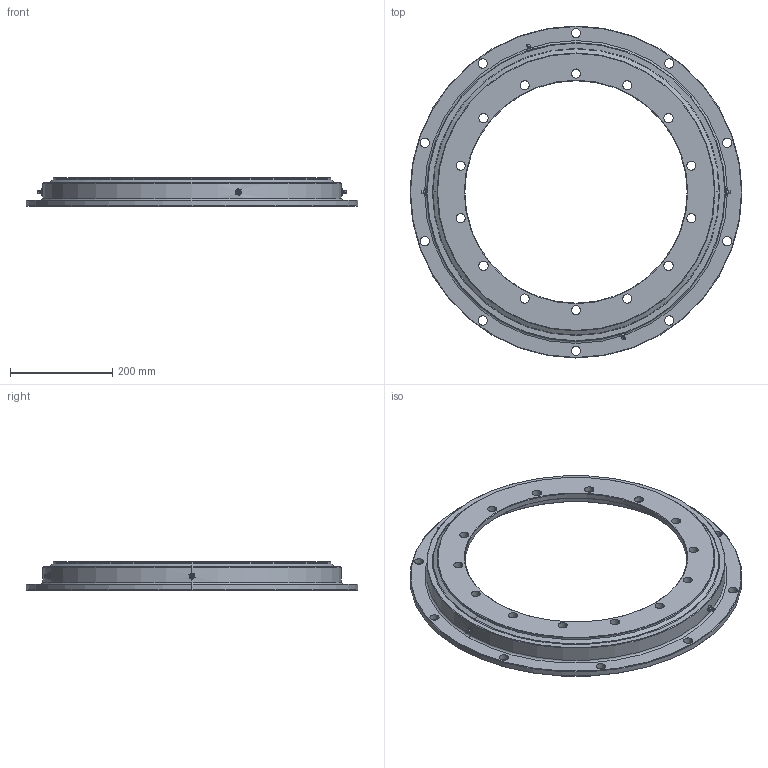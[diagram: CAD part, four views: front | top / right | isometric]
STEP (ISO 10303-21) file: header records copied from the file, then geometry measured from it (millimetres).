
FILE_DESCRIPTION (( 'STEP AP214' ), '1' );
FILE_NAME ('SD.650.20.00.C.STEP', '2017-06-23T12:05:07', ( '' ), ( '' ), 'SwSTEP 2.0', 'SolidWorks 2015', '' );
FILE_SCHEMA (( 'AUTOMOTIVE_DESIGN' ));
Length unit declared in the file: millimetre
Products named in the file (7): Ball D20; A.648.B20C.A1N.0 - IR Seal; A.648.B20C.A1N.0 - OR Seal; Grease nipple M10x1mm; SD.650.20.00.C; A.648.B20C.A1N.0 - IR; A.648.B20C.A1N.0 - OR
Assembly tree (81 placements, depth 2):
  SD.650.20.00.C
    A.648.B20C.A1N.0 - IR
    A.648.B20C.A1N.0 - OR
    Ball D20  x73
    A.648.B20C.A1N.0 - IR Seal
    A.648.B20C.A1N.0 - OR Seal
    Grease nipple M10x1mm  x4
Bounding box: 648 x 648 x 56 mm (x, y, z)
Volume: 4098667.6 mm3; surface area: 967156.9 mm2
Topology: 81 solids, 81 shells, 456 faces, 1233 edges, 803 vertices
Faces by surface type: sphere 146, cylinder 104, cone 102, plane 56, torus 48
Entity records: 7794 total; most frequent: CARTESIAN_POINT 1772, DIRECTION 1308, ORIENTED_EDGE 1016, AXIS2_PLACEMENT_3D 586, EDGE_CURVE 508, VERTEX_POINT 314, CIRCLE 292, EDGE_LOOP 280
